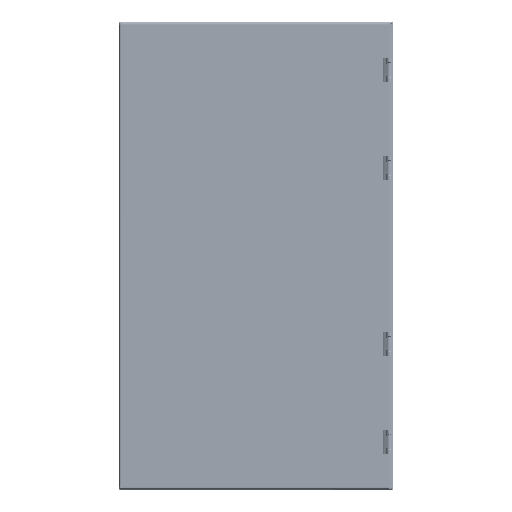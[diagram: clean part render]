
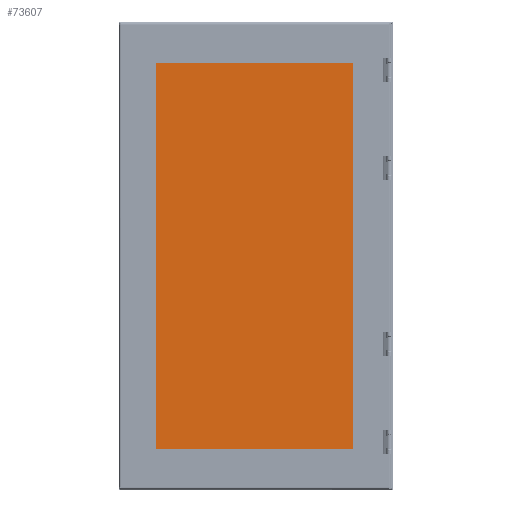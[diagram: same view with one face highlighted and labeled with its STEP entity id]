
A CAD part, top view. The second image highlights one B-rep face of the part: STEP entity #73607.
In plain terms, the highlighted planar face has unit normal (0, 0, 1).
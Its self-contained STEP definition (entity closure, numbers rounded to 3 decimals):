
#6304 = DIRECTION ( 'NONE',  ( 1., 0., 0. ) ) ;
#6927 = DIRECTION ( 'NONE',  ( 0., 0., -1. ) ) ;
#8323 = DIRECTION ( 'NONE',  ( 0., -1., 0. ) ) ;
#11548 = VERTEX_POINT ( 'NONE', #85081 ) ;
#11984 = CARTESIAN_POINT ( 'NONE',  ( 273.25, -511.05, 4. ) ) ;
#15261 = CARTESIAN_POINT ( 'NONE',  ( -273.25, -511.05, 4. ) ) ;
#16910 = EDGE_CURVE ( 'NONE', #39699, #95789, #44958, .T. ) ;
#21647 = CARTESIAN_POINT ( 'NONE',  ( -273.25, 511.05, 4. ) ) ;
#28319 = VECTOR ( 'NONE', #54052, 1000. ) ;
#32450 = PLANE ( 'NONE',  #33350 ) ;
#33350 = AXIS2_PLACEMENT_3D ( 'NONE', #47878, #6927, #88315 ) ;
#36642 = EDGE_CURVE ( 'NONE', #96352, #11548, #96627, .T. ) ;
#38116 = VECTOR ( 'NONE', #6304, 1000. ) ;
#39699 = VERTEX_POINT ( 'NONE', #98695 ) ;
#44958 = LINE ( 'NONE', #11984, #67128 ) ;
#47878 = CARTESIAN_POINT ( 'NONE',  ( 0., 0., 4. ) ) ;
#47977 = ORIENTED_EDGE ( 'NONE', *, *, #16910, .T. ) ;
#54052 = DIRECTION ( 'NONE',  ( -1., 0., 0. ) ) ;
#59445 = EDGE_LOOP ( 'NONE', ( #47977, #61247, #62185, #90876 ) ) ;
#61247 = ORIENTED_EDGE ( 'NONE', *, *, #95286, .T. ) ;
#62185 = ORIENTED_EDGE ( 'NONE', *, *, #36642, .T. ) ;
#63309 = FACE_OUTER_BOUND ( 'NONE', #59445, .T. ) ;
#67128 = VECTOR ( 'NONE', #93357, 1000. ) ;
#73607 = ADVANCED_FACE ( 'NONE', ( #63309 ), #32450, .F. ) ;
#79701 = CARTESIAN_POINT ( 'NONE',  ( -273.25, -511.05, 4. ) ) ;
#81797 = EDGE_CURVE ( 'NONE', #11548, #39699, #103104, .T. ) ;
#82358 = CARTESIAN_POINT ( 'NONE',  ( -273.25, 511.05, 4. ) ) ;
#85081 = CARTESIAN_POINT ( 'NONE',  ( -273.25, -511.05, 4. ) ) ;
#88315 = DIRECTION ( 'NONE',  ( -1., 0., 0. ) ) ;
#90876 = ORIENTED_EDGE ( 'NONE', *, *, #81797, .T. ) ;
#93357 = DIRECTION ( 'NONE',  ( 0., 1., 0. ) ) ;
#94124 = VECTOR ( 'NONE', #8323, 1000. ) ;
#95286 = EDGE_CURVE ( 'NONE', #95789, #96352, #100916, .T. ) ;
#95301 = CARTESIAN_POINT ( 'NONE',  ( 273.25, 511.05, 4. ) ) ;
#95789 = VERTEX_POINT ( 'NONE', #95301 ) ;
#96352 = VERTEX_POINT ( 'NONE', #82358 ) ;
#96627 = LINE ( 'NONE', #15261, #94124 ) ;
#98695 = CARTESIAN_POINT ( 'NONE',  ( 273.25, -511.05, 4. ) ) ;
#100916 = LINE ( 'NONE', #21647, #28319 ) ;
#103104 = LINE ( 'NONE', #79701, #38116 ) ;
